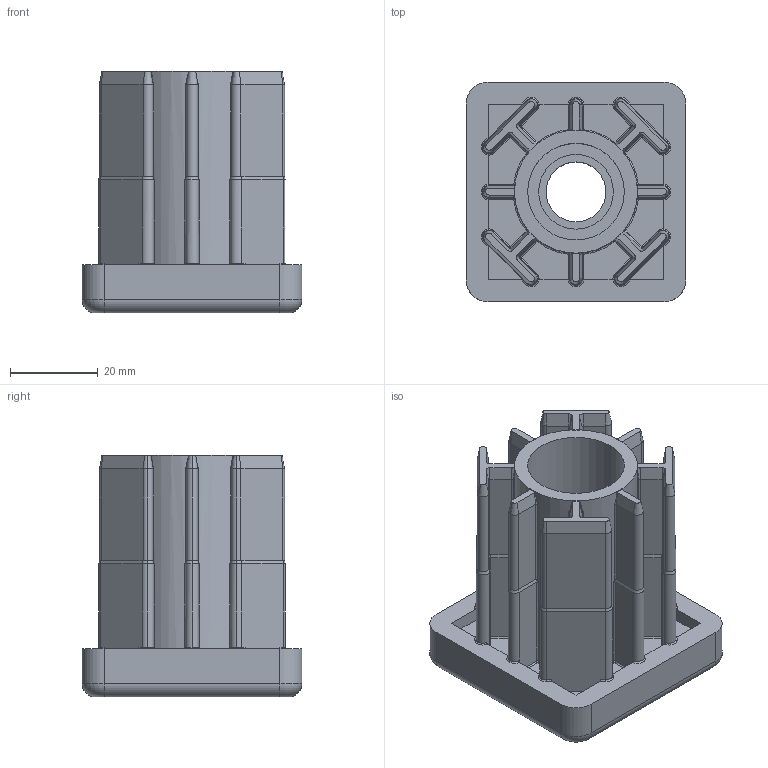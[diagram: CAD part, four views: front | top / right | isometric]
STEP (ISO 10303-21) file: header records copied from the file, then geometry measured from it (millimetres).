
FILE_DESCRIPTION (( 'STEP AP214' ), '1' );
FILE_NAME ('098v504016.STEP', '2014-08-13T06:43:24', ( '' ), ( '' ), 'SwSTEP 2.0', 'SolidWorks 2014', '' );
FILE_SCHEMA (( 'AUTOMOTIVE_DESIGN' ));
Length unit declared in the file: millimetre
Products named in the file (1): 098v504016
Bounding box: 50 x 50 x 55 mm (x, y, z)
Volume: 51547.8 mm3; surface area: 23908.5 mm2
Topology: 1 solids, 1 shells, 554 faces, 1311 edges, 750 vertices
Faces by surface type: plane 205, cylinder 162, cone 106, torus 45, sphere 36
Entity records: 15928 total; most frequent: CARTESIAN_POINT 3278, DIRECTION 2768, ORIENTED_EDGE 2582, EDGE_CURVE 1291, AXIS2_PLACEMENT_3D 1032, VERTEX_POINT 742, LINE 704, VECTOR 704
